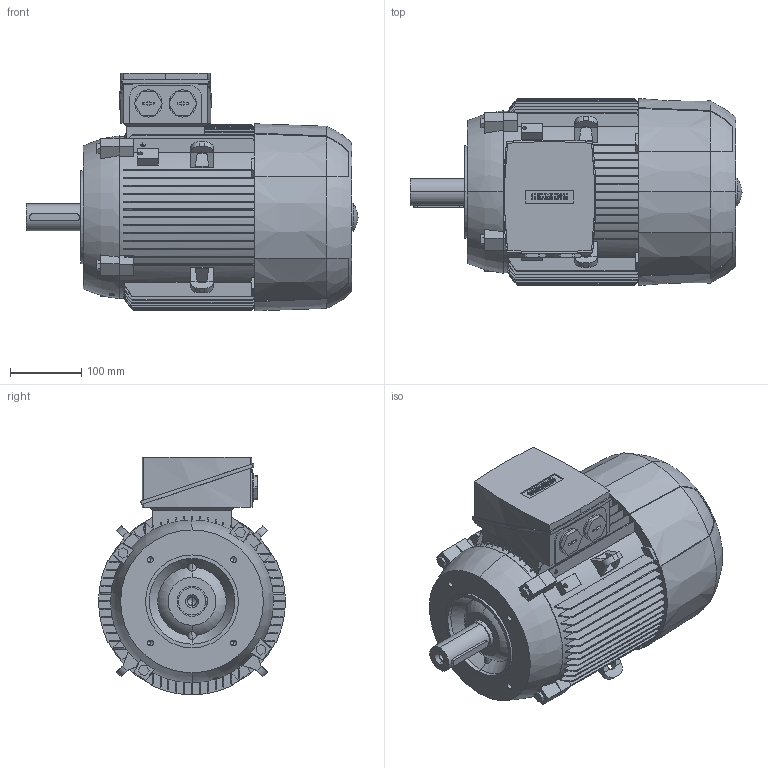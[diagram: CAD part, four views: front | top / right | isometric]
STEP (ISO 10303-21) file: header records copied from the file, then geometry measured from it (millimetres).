
FILE_DESCRIPTION(('STEP AP214'),'1');
FILE_NAME('cctmp_186C8CB4-A6BD-4830-AF69-9D1F1B1CF9A0_2023_06_27_10_40_28_0330..stp','2023-06-27T08:40:29',('SIEMENS A&D'),('CADClick - www.CADClick.com'),'Spatial InterOp 3D',' ','unknown authorization');
FILE_SCHEMA(('AUTOMOTIVE_DESIGN'));
Length unit declared in the file: millimetre
Products named in the file (1): 1
Bounding box: 465 x 262 x 333 mm (x, y, z)
Volume: 18233482.2 mm3; surface area: 743840.1 mm2
Topology: 7 solids, 7 shells, 868 faces, 2431 edges, 1601 vertices
Faces by surface type: plane 501, cylinder 215, torus 124, cone 28
Entity records: 41293 total; most frequent: CARTESIAN_POINT 12356, ORIENTED_EDGE 4838, DIRECTION 4242, EDGE_CURVE 2419, VERTEX_POINT 1601, LINE 1418, VECTOR 1418, AXIS2_PLACEMENT_3D 1412
